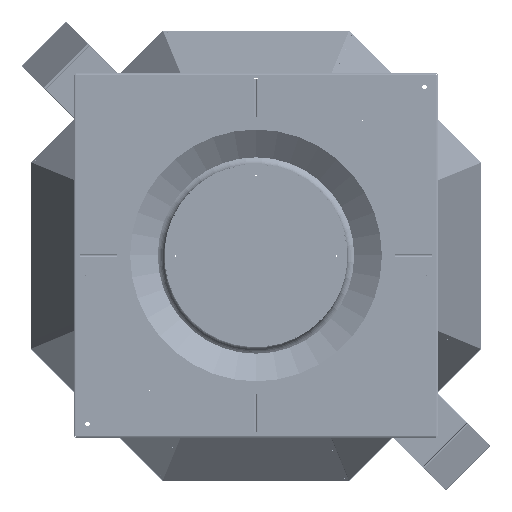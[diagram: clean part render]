
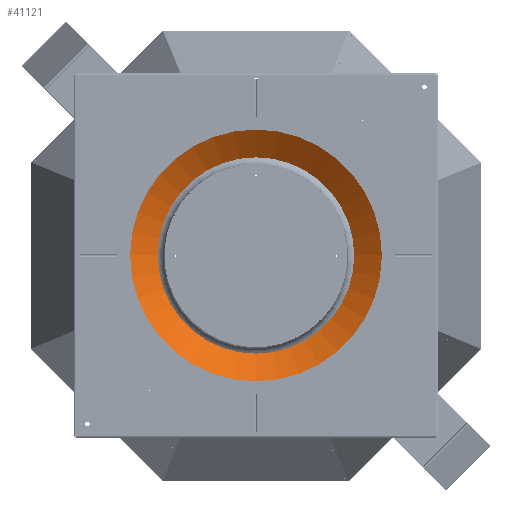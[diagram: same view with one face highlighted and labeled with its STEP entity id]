
A CAD part, top view. The second image highlights one B-rep face of the part: STEP entity #41121.
In plain terms, the highlighted conical face has half-angle 54.655 degrees and reference radius 449.077 mm.
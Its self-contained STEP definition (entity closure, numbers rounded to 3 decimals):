
#41121=ADVANCED_FACE('',(#94598,#94600),#94602,.F.);
#94598=FACE_OUTER_BOUND('',#94599,.T.);
#94599=EDGE_LOOP('',(#130962));
#94600=FACE_OUTER_BOUND('',#94601,.T.);
#94601=EDGE_LOOP('',(#130963));
#94602=CONICAL_SURFACE('',#94603,449.077,0.954);
#94603=AXIS2_PLACEMENT_3D('',#94604,#94605,#94606);
#94604=CARTESIAN_POINT('',(0.,0.,-34.945));
#94605=DIRECTION('',(0.,0.,1.));
#94606=DIRECTION('',(1.,0.,0.));
#130962=ORIENTED_EDGE('',*,*,#150991,.T.);
#130963=ORIENTED_EDGE('',*,*,#150993,.F.);
#150991=EDGE_CURVE('',#173879,#173879,#173880,.T.);
#150993=EDGE_CURVE('',#173883,#173883,#173884,.T.);
#173879=VERTEX_POINT('',#226332);
#173880=CIRCLE('',#226333,393.6);
#173883=VERTEX_POINT('',#226342);
#173884=CIRCLE('',#226343,504.554);
#226332=CARTESIAN_POINT('',(-393.6,0.,-74.291));
#226333=AXIS2_PLACEMENT_3D('',#226334,#226335,#226336);
#226334=CARTESIAN_POINT('',(0.,0.,-74.291));
#226335=DIRECTION('',(0.,0.,-1.));
#226336=DIRECTION('',(-1.,0.,0.));
#226342=CARTESIAN_POINT('',(-504.554,0.,4.4));
#226343=AXIS2_PLACEMENT_3D('',#226344,#226345,#226346);
#226344=CARTESIAN_POINT('',(0.,0.,4.4));
#226345=DIRECTION('',(0.,0.,-1.));
#226346=DIRECTION('',(-1.,0.,0.));
